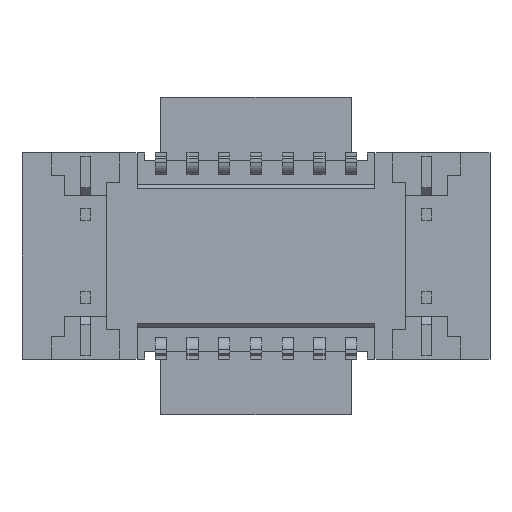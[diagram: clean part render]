
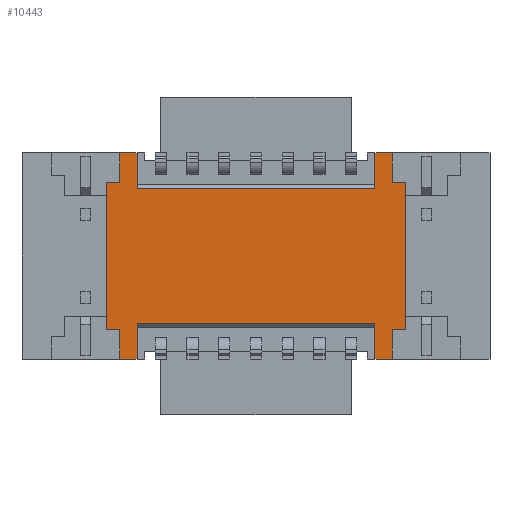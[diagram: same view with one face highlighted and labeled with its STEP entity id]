
A CAD part, front view. The second image highlights one B-rep face of the part: STEP entity #10443.
In plain terms, the highlighted planar face has unit normal (0, -1, 0).
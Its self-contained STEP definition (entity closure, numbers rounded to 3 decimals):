
#1073=DIRECTION('',(1.,0.,0.));
#1074=VECTOR('',#1073,0.22);
#1075=CARTESIAN_POINT('',(-1.72,-0.49,1.3));
#1076=LINE('',#1075,#1074);
#1089=DIRECTION('',(1.,0.,0.));
#1090=VECTOR('',#1089,0.22);
#1091=CARTESIAN_POINT('',(1.5,-0.49,1.3));
#1092=LINE('',#1091,#1090);
#1517=DIRECTION('',(1.,0.,0.));
#1518=VECTOR('',#1517,0.22);
#1519=CARTESIAN_POINT('',(-1.72,-0.49,-1.3));
#1520=LINE('',#1519,#1518);
#1597=DIRECTION('',(1.,0.,0.));
#1598=VECTOR('',#1597,0.22);
#1599=CARTESIAN_POINT('',(1.5,-0.49,-1.3));
#1600=LINE('',#1599,#1598);
#1625=DIRECTION('',(0.,0.,-1.));
#1626=VECTOR('',#1625,0.37);
#1627=CARTESIAN_POINT('',(1.72,-0.49,1.3));
#1628=LINE('',#1627,#1626);
#1629=DIRECTION('',(1.,0.,0.));
#1630=VECTOR('',#1629,0.17);
#1631=CARTESIAN_POINT('',(1.72,-0.49,0.93));
#1632=LINE('',#1631,#1630);
#1633=DIRECTION('',(0.,0.,1.));
#1634=VECTOR('',#1633,1.86);
#1635=CARTESIAN_POINT('',(1.89,-0.49,-0.93));
#1636=LINE('',#1635,#1634);
#1637=DIRECTION('',(-1.,0.,0.));
#1638=VECTOR('',#1637,0.17);
#1639=CARTESIAN_POINT('',(1.89,-0.49,-0.93));
#1640=LINE('',#1639,#1638);
#1641=DIRECTION('',(0.,0.,1.));
#1642=VECTOR('',#1641,0.37);
#1643=CARTESIAN_POINT('',(1.72,-0.49,-1.3));
#1644=LINE('',#1643,#1642);
#1645=DIRECTION('',(0.,0.,1.));
#1646=VECTOR('',#1645,0.445);
#1647=CARTESIAN_POINT('',(1.5,-0.49,-1.3));
#1648=LINE('',#1647,#1646);
#1649=DIRECTION('',(1.,0.,0.));
#1650=VECTOR('',#1649,3.);
#1651=CARTESIAN_POINT('',(-1.5,-0.49,-0.855));
#1652=LINE('',#1651,#1650);
#1653=DIRECTION('',(0.,0.,1.));
#1654=VECTOR('',#1653,0.445);
#1655=CARTESIAN_POINT('',(-1.5,-0.49,-1.3));
#1656=LINE('',#1655,#1654);
#1657=DIRECTION('',(0.,0.,1.));
#1658=VECTOR('',#1657,0.37);
#1659=CARTESIAN_POINT('',(-1.72,-0.49,-1.3));
#1660=LINE('',#1659,#1658);
#1661=DIRECTION('',(-1.,0.,0.));
#1662=VECTOR('',#1661,0.17);
#1663=CARTESIAN_POINT('',(-1.72,-0.49,-0.93));
#1664=LINE('',#1663,#1662);
#1665=DIRECTION('',(0.,0.,1.));
#1666=VECTOR('',#1665,1.86);
#1667=CARTESIAN_POINT('',(-1.89,-0.49,-0.93));
#1668=LINE('',#1667,#1666);
#1669=DIRECTION('',(1.,0.,0.));
#1670=VECTOR('',#1669,0.17);
#1671=CARTESIAN_POINT('',(-1.89,-0.49,0.93));
#1672=LINE('',#1671,#1670);
#1673=DIRECTION('',(0.,0.,-1.));
#1674=VECTOR('',#1673,0.37);
#1675=CARTESIAN_POINT('',(-1.72,-0.49,1.3));
#1676=LINE('',#1675,#1674);
#1677=DIRECTION('',(0.,0.,1.));
#1678=VECTOR('',#1677,0.445);
#1679=CARTESIAN_POINT('',(-1.5,-0.49,0.855));
#1680=LINE('',#1679,#1678);
#1681=DIRECTION('',(1.,0.,0.));
#1682=VECTOR('',#1681,3.);
#1683=CARTESIAN_POINT('',(-1.5,-0.49,0.855));
#1684=LINE('',#1683,#1682);
#1685=DIRECTION('',(0.,0.,1.));
#1686=VECTOR('',#1685,0.445);
#1687=CARTESIAN_POINT('',(1.5,-0.49,0.855));
#1688=LINE('',#1687,#1686);
#6713=CARTESIAN_POINT('',(-1.5,-0.49,-1.3));
#6715=VERTEX_POINT('',#6713);
#6717=CARTESIAN_POINT('',(1.5,-0.49,-1.3));
#6719=VERTEX_POINT('',#6717);
#6721=CARTESIAN_POINT('',(-1.5,-0.49,1.3));
#6723=VERTEX_POINT('',#6721);
#6725=CARTESIAN_POINT('',(1.5,-0.49,1.3));
#6727=VERTEX_POINT('',#6725);
#6729=CARTESIAN_POINT('',(-1.5,-0.49,-0.855));
#6730=VERTEX_POINT('',#6729);
#6731=CARTESIAN_POINT('',(-1.5,-0.49,0.855));
#6732=VERTEX_POINT('',#6731);
#6733=CARTESIAN_POINT('',(1.5,-0.49,-0.855));
#6734=VERTEX_POINT('',#6733);
#6735=CARTESIAN_POINT('',(1.5,-0.49,0.855));
#6736=VERTEX_POINT('',#6735);
#7387=CARTESIAN_POINT('',(1.72,-0.49,1.3));
#7388=CARTESIAN_POINT('',(1.72,-0.49,0.93));
#7389=VERTEX_POINT('',#7387);
#7390=VERTEX_POINT('',#7388);
#7391=CARTESIAN_POINT('',(1.89,-0.49,0.93));
#7392=VERTEX_POINT('',#7391);
#7393=CARTESIAN_POINT('',(1.89,-0.49,-0.93));
#7394=CARTESIAN_POINT('',(1.72,-0.49,-0.93));
#7395=VERTEX_POINT('',#7393);
#7396=VERTEX_POINT('',#7394);
#7397=CARTESIAN_POINT('',(1.72,-0.49,-1.3));
#7398=VERTEX_POINT('',#7397);
#7399=CARTESIAN_POINT('',(-1.89,-0.49,0.93));
#7400=CARTESIAN_POINT('',(-1.72,-0.49,0.93));
#7401=VERTEX_POINT('',#7399);
#7402=VERTEX_POINT('',#7400);
#7403=CARTESIAN_POINT('',(-1.72,-0.49,1.3));
#7404=VERTEX_POINT('',#7403);
#7405=CARTESIAN_POINT('',(-1.72,-0.49,-1.3));
#7406=CARTESIAN_POINT('',(-1.72,-0.49,-0.93));
#7407=VERTEX_POINT('',#7405);
#7408=VERTEX_POINT('',#7406);
#7409=CARTESIAN_POINT('',(-1.89,-0.49,-0.93));
#7410=VERTEX_POINT('',#7409);
#10405=CARTESIAN_POINT('',(-2.95,-0.49,-1.3));
#10406=DIRECTION('',(0.,-1.,0.));
#10407=DIRECTION('',(1.,0.,0.));
#10408=AXIS2_PLACEMENT_3D('',#10405,#10406,#10407);
#10409=PLANE('',#10408);
#10411=ORIENTED_EDGE('',*,*,#10410,.T.);
#10413=ORIENTED_EDGE('',*,*,#10412,.T.);
#10415=ORIENTED_EDGE('',*,*,#10414,.F.);
#10417=ORIENTED_EDGE('',*,*,#10416,.T.);
#10419=ORIENTED_EDGE('',*,*,#10418,.F.);
#10420=ORIENTED_EDGE('',*,*,#10325,.F.);
#10422=ORIENTED_EDGE('',*,*,#10421,.T.);
#10424=ORIENTED_EDGE('',*,*,#10423,.F.);
#10426=ORIENTED_EDGE('',*,*,#10425,.F.);
#10427=ORIENTED_EDGE('',*,*,#10283,.F.);
#10428=ORIENTED_EDGE('',*,*,#10340,.T.);
#10429=ORIENTED_EDGE('',*,*,#10353,.T.);
#10430=ORIENTED_EDGE('',*,*,#10373,.T.);
#10431=ORIENTED_EDGE('',*,*,#10387,.T.);
#10432=ORIENTED_EDGE('',*,*,#10399,.F.);
#10433=ORIENTED_EDGE('',*,*,#9619,.T.);
#10435=ORIENTED_EDGE('',*,*,#10434,.F.);
#10437=ORIENTED_EDGE('',*,*,#10436,.T.);
#10439=ORIENTED_EDGE('',*,*,#10438,.T.);
#10440=ORIENTED_EDGE('',*,*,#9634,.T.);
#10441=EDGE_LOOP('',(#10411,#10413,#10415,#10417,#10419,#10420,#10422,#10424,
#10426,#10427,#10428,#10429,#10430,#10431,#10432,#10433,#10435,#10437,#10439,
#10440));
#10442=FACE_OUTER_BOUND('',#10441,.F.);
#10443=ADVANCED_FACE('',(#10442),#10409,.T.);
#9619=EDGE_CURVE('',#7404,#6723,#1076,.T.);
#9634=EDGE_CURVE('',#6727,#7389,#1092,.T.);
#10283=EDGE_CURVE('',#7407,#6715,#1520,.T.);
#10325=EDGE_CURVE('',#6719,#7398,#1600,.T.);
#10340=EDGE_CURVE('',#7407,#7408,#1660,.T.);
#10353=EDGE_CURVE('',#7408,#7410,#1664,.T.);
#10373=EDGE_CURVE('',#7410,#7401,#1668,.T.);
#10387=EDGE_CURVE('',#7401,#7402,#1672,.T.);
#10399=EDGE_CURVE('',#7404,#7402,#1676,.T.);
#10410=EDGE_CURVE('',#7389,#7390,#1628,.T.);
#10412=EDGE_CURVE('',#7390,#7392,#1632,.T.);
#10414=EDGE_CURVE('',#7395,#7392,#1636,.T.);
#10416=EDGE_CURVE('',#7395,#7396,#1640,.T.);
#10418=EDGE_CURVE('',#7398,#7396,#1644,.T.);
#10421=EDGE_CURVE('',#6719,#6734,#1648,.T.);
#10423=EDGE_CURVE('',#6730,#6734,#1652,.T.);
#10425=EDGE_CURVE('',#6715,#6730,#1656,.T.);
#10434=EDGE_CURVE('',#6732,#6723,#1680,.T.);
#10436=EDGE_CURVE('',#6732,#6736,#1684,.T.);
#10438=EDGE_CURVE('',#6736,#6727,#1688,.T.);
